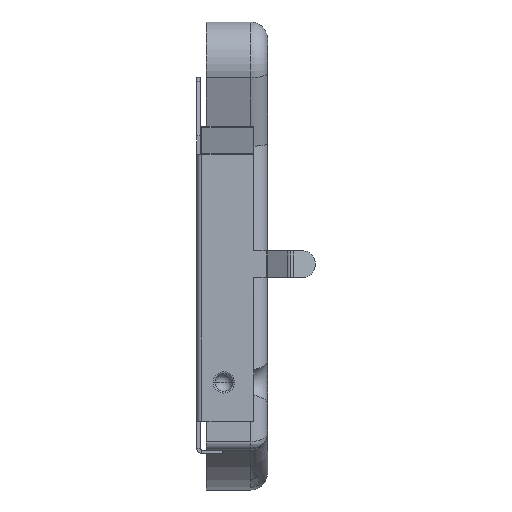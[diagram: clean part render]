
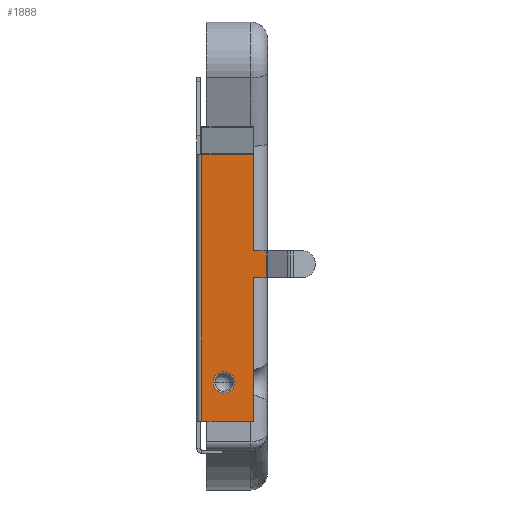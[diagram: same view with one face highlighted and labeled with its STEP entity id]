
A CAD part, left-side view. The second image highlights one B-rep face of the part: STEP entity #1888.
In plain terms, the highlighted planar face has unit normal (-1, 0, 0).
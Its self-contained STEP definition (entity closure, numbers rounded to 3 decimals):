
#82 = CARTESIAN_POINT ( 'NONE',  ( -13.6, 0.83, -9.2 ) ) ;
#109 = DIRECTION ( 'NONE',  ( 1., 0., 0. ) ) ;
#183 = EDGE_CURVE ( 'NONE', #670, #1766, #1115, .T. ) ;
#231 = VECTOR ( 'NONE', #4863, 1000. ) ;
#244 = EDGE_CURVE ( 'NONE', #6431, #2147, #769, .T. ) ;
#253 = FACE_OUTER_BOUND ( 'NONE', #6997, .T. ) ;
#432 = CARTESIAN_POINT ( 'NONE',  ( -13.6, 3.207, -6.91 ) ) ;
#624 = CARTESIAN_POINT ( 'NONE',  ( -13.6, 2.58, -6.91 ) ) ;
#632 = DIRECTION ( 'NONE',  ( 0., 0., -1. ) ) ;
#662 = LINE ( 'NONE', #5347, #231 ) ;
#670 = VERTEX_POINT ( 'NONE', #1999 ) ;
#769 = LINE ( 'NONE', #6440, #4774 ) ;
#1056 = CARTESIAN_POINT ( 'NONE',  ( -13.6, 3.88, 6.55 ) ) ;
#1115 = LINE ( 'NONE', #82, #3766 ) ;
#1408 = CARTESIAN_POINT ( 'NONE',  ( -13.6, 1.953, -6.91 ) ) ;
#1443 = VECTOR ( 'NONE', #6992, 1000. ) ;
#1731 = CIRCLE ( 'NONE', #2296, 0.627 ) ;
#1766 = VERTEX_POINT ( 'NONE', #4859 ) ;
#1867 = EDGE_CURVE ( 'NONE', #5060, #2076, #1731, .T. ) ;
#1885 = EDGE_LOOP ( 'NONE', ( #6184, #1992 ) ) ;
#1888 = ADVANCED_FACE ( 'NONE', ( #5535, #253 ), #2833, .F. ) ;
#1900 = VECTOR ( 'NONE', #5431, 1000. ) ;
#1957 = CARTESIAN_POINT ( 'NONE',  ( -13.6, 0.83, 0.855 ) ) ;
#1992 = ORIENTED_EDGE ( 'NONE', *, *, #5963, .T. ) ;
#1999 = CARTESIAN_POINT ( 'NONE',  ( -13.6, 0.83, 6.55 ) ) ;
#2028 = EDGE_CURVE ( 'NONE', #1766, #3006, #2146, .T. ) ;
#2041 = ORIENTED_EDGE ( 'NONE', *, *, #5288, .T. ) ;
#2076 = VERTEX_POINT ( 'NONE', #1408 ) ;
#2146 = LINE ( 'NONE', #1957, #4364 ) ;
#2147 = VERTEX_POINT ( 'NONE', #3663 ) ;
#2185 = CARTESIAN_POINT ( 'NONE',  ( -13.6, 0.084, -0.715 ) ) ;
#2274 = DIRECTION ( 'NONE',  ( 0., 1., 0. ) ) ;
#2296 = AXIS2_PLACEMENT_3D ( 'NONE', #624, #3280, #6093 ) ;
#2297 = CIRCLE ( 'NONE', #5445, 0.627 ) ;
#2312 = DIRECTION ( 'NONE',  ( 0., 1., 0. ) ) ;
#2833 = PLANE ( 'NONE',  #7014 ) ;
#2877 = DIRECTION ( 'NONE',  ( 0., -1., 0. ) ) ;
#2892 = ORIENTED_EDGE ( 'NONE', *, *, #3085, .T. ) ;
#3006 = VERTEX_POINT ( 'NONE', #5875 ) ;
#3085 = EDGE_CURVE ( 'NONE', #5894, #2147, #5861, .T. ) ;
#3125 = EDGE_CURVE ( 'NONE', #5894, #670, #3408, .T. ) ;
#3150 = CARTESIAN_POINT ( 'NONE',  ( -13.6, 0.83, -9.2 ) ) ;
#3152 = EDGE_CURVE ( 'NONE', #3006, #5212, #662, .T. ) ;
#3156 = VECTOR ( 'NONE', #2877, 1000. ) ;
#3171 = CARTESIAN_POINT ( 'NONE',  ( -13.6, 0.83, -0.715 ) ) ;
#3177 = CARTESIAN_POINT ( 'NONE',  ( -13.6, 2.58, -6.91 ) ) ;
#3280 = DIRECTION ( 'NONE',  ( 1., 0., 0. ) ) ;
#3408 = LINE ( 'NONE', #3793, #5691 ) ;
#3454 = CARTESIAN_POINT ( 'NONE',  ( -13.6, 0.83, -0.715 ) ) ;
#3663 = CARTESIAN_POINT ( 'NONE',  ( -13.6, 3.88, -9.2 ) ) ;
#3718 = ORIENTED_EDGE ( 'NONE', *, *, #2028, .F. ) ;
#3766 = VECTOR ( 'NONE', #632, 1000. ) ;
#3793 = CARTESIAN_POINT ( 'NONE',  ( -13.6, 0.83, 6.55 ) ) ;
#4139 = ORIENTED_EDGE ( 'NONE', *, *, #3152, .F. ) ;
#4183 = LINE ( 'NONE', #3454, #3156 ) ;
#4364 = VECTOR ( 'NONE', #6843, 1000. ) ;
#4478 = CARTESIAN_POINT ( 'NONE',  ( -13.6, 0.83, 0.855 ) ) ;
#4573 = VERTEX_POINT ( 'NONE', #3171 ) ;
#4736 = EDGE_CURVE ( 'NONE', #4573, #6431, #6483, .T. ) ;
#4774 = VECTOR ( 'NONE', #6487, 1000. ) ;
#4859 = CARTESIAN_POINT ( 'NONE',  ( -13.6, 0.83, 0.855 ) ) ;
#4863 = DIRECTION ( 'NONE',  ( 0., 0., -1. ) ) ;
#5002 = DIRECTION ( 'NONE',  ( 1., 0., 0. ) ) ;
#5060 = VERTEX_POINT ( 'NONE', #432 ) ;
#5212 = VERTEX_POINT ( 'NONE', #2185 ) ;
#5288 = EDGE_CURVE ( 'NONE', #4573, #5212, #4183, .T. ) ;
#5298 = CARTESIAN_POINT ( 'NONE',  ( -13.6, 3.88, 0. ) ) ;
#5347 = CARTESIAN_POINT ( 'NONE',  ( -13.6, 0.084, 0.855 ) ) ;
#5431 = DIRECTION ( 'NONE',  ( 0., 0., -1. ) ) ;
#5445 = AXIS2_PLACEMENT_3D ( 'NONE', #3177, #109, #2274 ) ;
#5503 = CARTESIAN_POINT ( 'NONE',  ( -13.6, 0.83, -9.2 ) ) ;
#5535 = FACE_BOUND ( 'NONE', #1885, .T. ) ;
#5691 = VECTOR ( 'NONE', #5898, 1000. ) ;
#5861 = LINE ( 'NONE', #5298, #1443 ) ;
#5875 = CARTESIAN_POINT ( 'NONE',  ( -13.6, 0.084, 0.855 ) ) ;
#5894 = VERTEX_POINT ( 'NONE', #1056 ) ;
#5898 = DIRECTION ( 'NONE',  ( 0., -1., 0. ) ) ;
#5963 = EDGE_CURVE ( 'NONE', #2076, #5060, #2297, .T. ) ;
#6059 = ORIENTED_EDGE ( 'NONE', *, *, #183, .F. ) ;
#6093 = DIRECTION ( 'NONE',  ( 0., 1., 0. ) ) ;
#6184 = ORIENTED_EDGE ( 'NONE', *, *, #1867, .T. ) ;
#6348 = ORIENTED_EDGE ( 'NONE', *, *, #244, .F. ) ;
#6431 = VERTEX_POINT ( 'NONE', #3150 ) ;
#6440 = CARTESIAN_POINT ( 'NONE',  ( -13.6, 3.98, -9.2 ) ) ;
#6446 = ORIENTED_EDGE ( 'NONE', *, *, #3125, .F. ) ;
#6483 = LINE ( 'NONE', #5503, #1900 ) ;
#6487 = DIRECTION ( 'NONE',  ( 0., 1., 0. ) ) ;
#6551 = ORIENTED_EDGE ( 'NONE', *, *, #4736, .F. ) ;
#6843 = DIRECTION ( 'NONE',  ( 0., -1., 0. ) ) ;
#6992 = DIRECTION ( 'NONE',  ( 0., 0., -1. ) ) ;
#6997 = EDGE_LOOP ( 'NONE', ( #2041, #4139, #3718, #6059, #6446, #2892, #6348, #6551 ) ) ;
#7014 = AXIS2_PLACEMENT_3D ( 'NONE', #4478, #5002, #2312 ) ;
